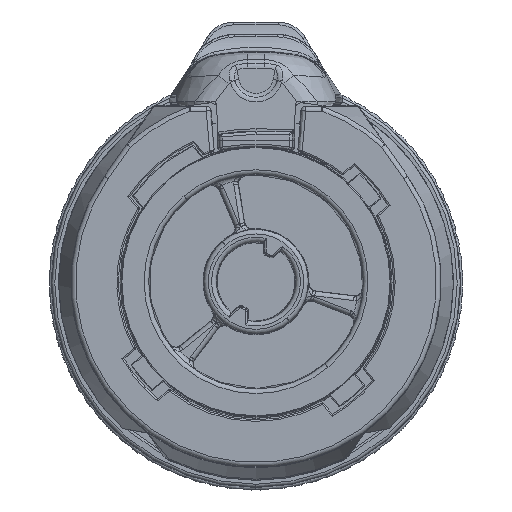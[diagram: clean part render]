
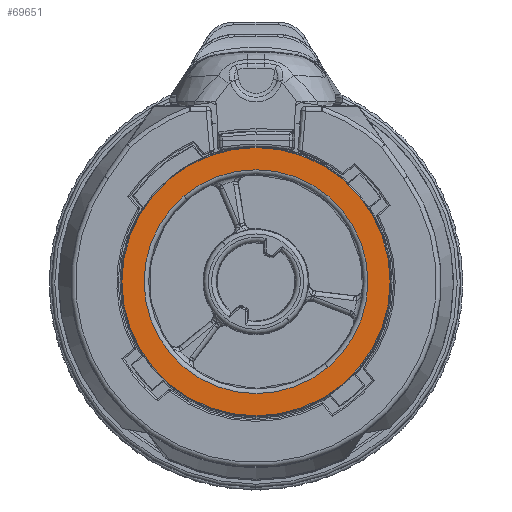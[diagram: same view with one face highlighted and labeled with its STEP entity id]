
A CAD part, top view. The second image highlights one B-rep face of the part: STEP entity #69651.
In plain terms, the highlighted planar face has unit normal (0, 0, 1).
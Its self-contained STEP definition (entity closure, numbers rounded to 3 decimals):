
#23923=CARTESIAN_POINT('',(0.,0.,63.45));
#23924=DIRECTION('',(0.,0.,-1.));
#23925=DIRECTION('',(0.643,-0.766,0.));
#23926=AXIS2_PLACEMENT_3D('',#23923,#23924,#23925);
#23928=CARTESIAN_POINT('',(0.,0.,63.45));
#23929=DIRECTION('',(0.,0.,-1.));
#23930=DIRECTION('',(-0.643,0.766,0.));
#23931=AXIS2_PLACEMENT_3D('',#23928,#23929,#23930);
#23933=CARTESIAN_POINT('',(0.,0.,63.45));
#23934=DIRECTION('',(0.,0.,-1.));
#23935=DIRECTION('',(-0.643,0.766,0.));
#23936=AXIS2_PLACEMENT_3D('',#23933,#23934,#23935);
#23938=CARTESIAN_POINT('',(0.,0.,63.45));
#23939=DIRECTION('',(0.,0.,-1.));
#23940=DIRECTION('',(0.643,-0.766,0.));
#23941=AXIS2_PLACEMENT_3D('',#23938,#23939,#23940);
#27185=CARTESIAN_POINT('',(4.666,-5.56,63.45));
#27186=CARTESIAN_POINT('',(-4.666,5.56,63.45));
#27187=VERTEX_POINT('',#27185);
#27188=VERTEX_POINT('',#27186);
#27309=CARTESIAN_POINT('',(-5.592,6.665,63.45));
#27310=CARTESIAN_POINT('',(5.592,-6.665,63.45));
#27311=VERTEX_POINT('',#27309);
#27312=VERTEX_POINT('',#27310);
#69636=CARTESIAN_POINT('',(0.,0.,63.45));
#69637=DIRECTION('',(0.,0.,-1.));
#69638=DIRECTION('',(-0.643,0.766,0.));
#69639=AXIS2_PLACEMENT_3D('',#69636,#69637,#69638);
#69640=PLANE('',#69639);
#69641=ORIENTED_EDGE('',*,*,#69630,.T.);
#69642=ORIENTED_EDGE('',*,*,#69616,.T.);
#69643=EDGE_LOOP('',(#69641,#69642));
#69644=FACE_OUTER_BOUND('',#69643,.F.);
#69646=ORIENTED_EDGE('',*,*,#69645,.F.);
#69648=ORIENTED_EDGE('',*,*,#69647,.F.);
#69649=EDGE_LOOP('',(#69646,#69648));
#69650=FACE_BOUND('',#69649,.F.);
#23927=CIRCLE('',#23926,7.259);
#23932=CIRCLE('',#23931,7.259);
#23937=CIRCLE('',#23936,8.7);
#23942=CIRCLE('',#23941,8.7);
#69616=EDGE_CURVE('',#27312,#27311,#23942,.T.);
#69630=EDGE_CURVE('',#27311,#27312,#23937,.T.);
#69645=EDGE_CURVE('',#27187,#27188,#23927,.T.);
#69647=EDGE_CURVE('',#27188,#27187,#23932,.T.);
#69651=ADVANCED_FACE('',(#69644,#69650),#69640,.F.);
